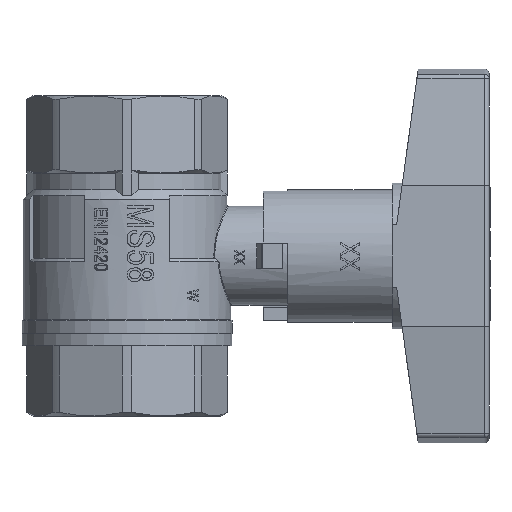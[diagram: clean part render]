
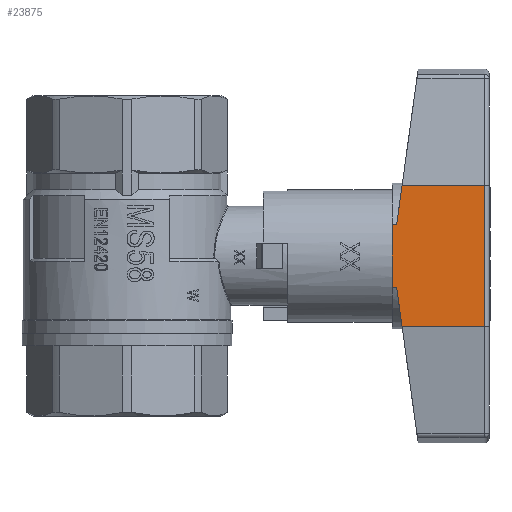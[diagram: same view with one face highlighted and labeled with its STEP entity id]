
A CAD part, front view. The second image highlights one B-rep face of the part: STEP entity #23875.
In plain terms, the highlighted planar face has unit normal (0, -1, 0).
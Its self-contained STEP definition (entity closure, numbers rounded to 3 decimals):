
#1827=LINE('',#45204,#3545);
#1840=LINE('',#45230,#3558);
#1854=LINE('',#45304,#3572);
#1866=LINE('',#45332,#3584);
#1867=LINE('',#45334,#3585);
#1868=LINE('',#45336,#3586);
#1869=LINE('',#45337,#3587);
#1870=LINE('',#45338,#3588);
#1871=LINE('',#45339,#3589);
#3545=VECTOR('',#36371,1000.);
#3558=VECTOR('',#36388,1000.);
#3572=VECTOR('',#36470,1000.);
#3584=VECTOR('',#36496,1000.);
#3585=VECTOR('',#36497,1000.);
#3586=VECTOR('',#36498,1000.);
#3587=VECTOR('',#36499,1000.);
#3588=VECTOR('',#36500,1000.);
#3589=VECTOR('',#36501,1000.);
#5565=ORIENTED_EDGE('',*,*,#13065,.F.);
#5566=ORIENTED_EDGE('',*,*,#13066,.T.);
#5567=ORIENTED_EDGE('',*,*,#13067,.F.);
#5568=ORIENTED_EDGE('',*,*,#13001,.F.);
#5569=ORIENTED_EDGE('',*,*,#13068,.F.);
#5570=ORIENTED_EDGE('',*,*,#13014,.T.);
#5571=ORIENTED_EDGE('',*,*,#13069,.F.);
#5572=ORIENTED_EDGE('',*,*,#13051,.F.);
#5573=ORIENTED_EDGE('',*,*,#13070,.F.);
#13001=EDGE_CURVE('',#16764,#16766,#1827,.T.);
#13014=EDGE_CURVE('',#16777,#16776,#1840,.T.);
#13051=EDGE_CURVE('',#16802,#16803,#1854,.T.);
#13065=EDGE_CURVE('',#16812,#16705,#1866,.T.);
#13066=EDGE_CURVE('',#16812,#16813,#1867,.T.);
#13067=EDGE_CURVE('',#16766,#16813,#1868,.T.);
#13068=EDGE_CURVE('',#16777,#16764,#1869,.T.);
#13069=EDGE_CURVE('',#16803,#16776,#1870,.T.);
#13070=EDGE_CURVE('',#16705,#16802,#1871,.T.);
#16705=VERTEX_POINT('',#45078);
#16764=VERTEX_POINT('',#45202);
#16766=VERTEX_POINT('',#45205);
#16776=VERTEX_POINT('',#45229);
#16777=VERTEX_POINT('',#45231);
#16802=VERTEX_POINT('',#45303);
#16803=VERTEX_POINT('',#45305);
#16812=VERTEX_POINT('',#45333);
#16813=VERTEX_POINT('',#45335);
#19645=EDGE_LOOP('',(#5565,#5566,#5567,#5568,#5569,#5570,#5571,#5572,#5573));
#21167=FACE_BOUND('',#19645,.T.);
#22654=PLANE('',#32954);
#23875=ADVANCED_FACE('',(#21167),#22654,.F.);
#32954=AXIS2_PLACEMENT_3D('',#45331,#36494,#36495);
#36371=DIRECTION('',(0.,0.,-1.));
#36388=DIRECTION('',(0.,0.,-1.));
#36470=DIRECTION('',(0.,0.,1.));
#36494=DIRECTION('',(0.,1.,0.));
#36495=DIRECTION('',(1.,0.,0.));
#36496=DIRECTION('',(-1.,0.,0.));
#36497=DIRECTION('',(0.,0.,1.));
#36498=DIRECTION('',(-0.991,0.,-0.137));
#36499=DIRECTION('',(1.,0.,0.));
#36500=DIRECTION('',(-0.991,0.,0.137));
#36501=DIRECTION('',(-1.,0.,0.));
#45078=CARTESIAN_POINT('',(0.,-14.,27.5));
#45202=CARTESIAN_POINT('',(15.,-14.,47.));
#45204=CARTESIAN_POINT('',(15.,-14.,48.));
#45205=CARTESIAN_POINT('',(15.,-14.,29.575));
#45229=CARTESIAN_POINT('',(-15.,-14.,29.575));
#45230=CARTESIAN_POINT('',(-15.,-14.,48.));
#45231=CARTESIAN_POINT('',(-15.,-14.,47.));
#45303=CARTESIAN_POINT('',(-6.652,-14.,27.5));
#45304=CARTESIAN_POINT('',(-6.652,-14.,46.));
#45305=CARTESIAN_POINT('',(-6.652,-14.,28.42));
#45331=CARTESIAN_POINT('',(6.652,-14.,48.));
#45332=CARTESIAN_POINT('',(0.,-14.,27.5));
#45333=CARTESIAN_POINT('',(6.652,-14.,27.5));
#45334=CARTESIAN_POINT('',(6.652,-14.,46.));
#45335=CARTESIAN_POINT('',(6.652,-14.,28.42));
#45336=CARTESIAN_POINT('',(4.164,-14.,28.076));
#45337=CARTESIAN_POINT('',(4.164,-14.,47.));
#45338=CARTESIAN_POINT('',(4.164,-14.,26.924));
#45339=CARTESIAN_POINT('',(0.,-14.,27.5));
